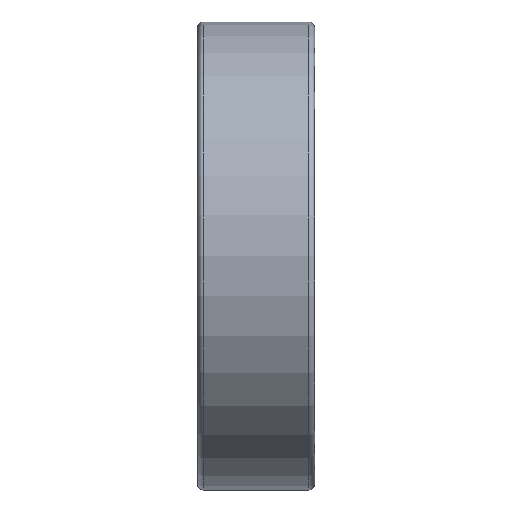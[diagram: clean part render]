
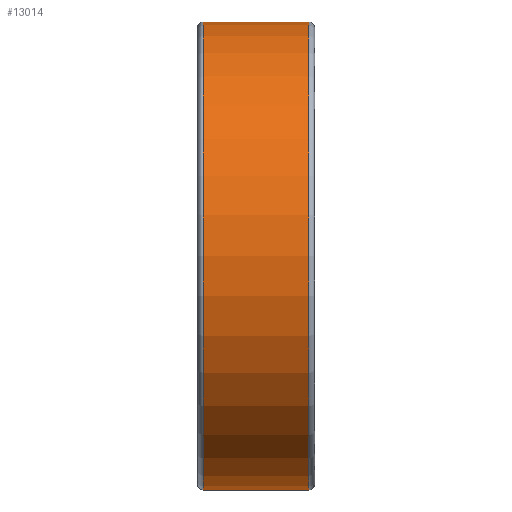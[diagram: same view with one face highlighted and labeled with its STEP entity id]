
A CAD part, top view. The second image highlights one B-rep face of the part: STEP entity #13014.
In plain terms, the highlighted cylindrical face has radius 12 mm (diameter 24 mm), a partial arc.
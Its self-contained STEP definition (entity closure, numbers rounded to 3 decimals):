
#3277=CARTESIAN_POINT('',(-2.7,0.,0.));
#3278=DIRECTION('',(1.,0.,0.));
#3279=DIRECTION('',(0.,1.,0.));
#3280=AXIS2_PLACEMENT_3D('',#3277,#3278,#3279);
#3285=CARTESIAN_POINT('',(2.7,0.,0.));
#3286=DIRECTION('',(1.,0.,0.));
#3287=DIRECTION('',(0.,1.,0.));
#3288=AXIS2_PLACEMENT_3D('',#3285,#3286,#3287);
#3301=DIRECTION('',(-1.,0.,0.));
#3302=VECTOR('',#3301,5.4);
#3303=CARTESIAN_POINT('',(2.7,-12.,0.));
#3304=LINE('',#3303,#3302);
#3316=DIRECTION('',(-1.,0.,0.));
#3317=VECTOR('',#3316,5.4);
#3318=CARTESIAN_POINT('',(2.7,12.,0.));
#3319=LINE('',#3318,#3317);
#10060=CARTESIAN_POINT('',(-2.7,12.,0.));
#10061=CARTESIAN_POINT('',(-2.7,-12.,0.));
#10062=VERTEX_POINT('',#10060);
#10063=VERTEX_POINT('',#10061);
#10064=CARTESIAN_POINT('',(2.7,12.,0.));
#10065=CARTESIAN_POINT('',(2.7,-12.,0.));
#10066=VERTEX_POINT('',#10064);
#10067=VERTEX_POINT('',#10065);
#13000=CARTESIAN_POINT('',(-3.3,0.,0.));
#13001=DIRECTION('',(1.,0.,0.));
#13002=DIRECTION('',(0.,-1.,0.));
#13003=AXIS2_PLACEMENT_3D('',#13000,#13001,#13002);
#13004=CYLINDRICAL_SURFACE('',#13003,12.);
#13005=ORIENTED_EDGE('',*,*,#12990,.F.);
#13007=ORIENTED_EDGE('',*,*,#13006,.F.);
#13009=ORIENTED_EDGE('',*,*,#13008,.T.);
#13011=ORIENTED_EDGE('',*,*,#13010,.T.);
#13012=EDGE_LOOP('',(#13005,#13007,#13009,#13011));
#13013=FACE_OUTER_BOUND('',#13012,.F.);
#3281=CIRCLE('',#3280,12.);
#3289=CIRCLE('',#3288,12.);
#12990=EDGE_CURVE('',#10062,#10063,#3281,.T.);
#13006=EDGE_CURVE('',#10066,#10062,#3319,.T.);
#13008=EDGE_CURVE('',#10066,#10067,#3289,.T.);
#13010=EDGE_CURVE('',#10067,#10063,#3304,.T.);
#13014=ADVANCED_FACE('',(#13013),#13004,.T.);
